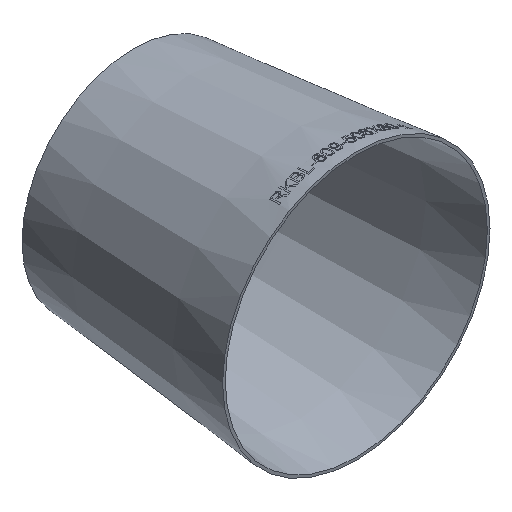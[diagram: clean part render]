
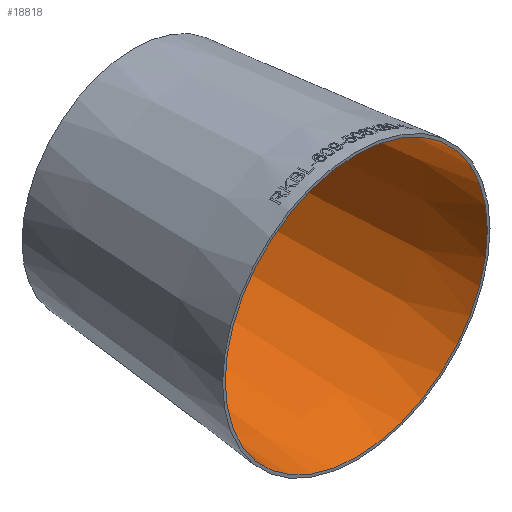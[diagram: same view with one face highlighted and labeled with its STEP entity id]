
A CAD part, isometric view. The second image highlights one B-rep face of the part: STEP entity #18818.
In plain terms, the highlighted conical face has half-angle 5.711 degrees and reference radius 298.77 mm.
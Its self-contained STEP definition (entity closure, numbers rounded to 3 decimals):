
#1062 = EDGE_LOOP ( 'NONE', ( #18656 ) ) ;
#3550 = DIRECTION ( 'NONE',  ( 0., 0., -1. ) ) ;
#3974 = FACE_OUTER_BOUND ( 'NONE', #1062, .T. ) ;
#4558 = CARTESIAN_POINT ( 'NONE',  ( 0., 0., 0. ) ) ;
#6141 = DIRECTION ( 'NONE',  ( 0., -1., 0. ) ) ;
#8927 = AXIS2_PLACEMENT_3D ( 'NONE', #45444, #6141, #33100 ) ;
#10841 = CONICAL_SURFACE ( 'NONE', #30490, 298.77, 0.1 ) ;
#14206 = DIRECTION ( 'NONE',  ( 0., 0., -1. ) ) ;
#14628 = ORIENTED_EDGE ( 'NONE', *, *, #37432, .F. ) ;
#18656 = ORIENTED_EDGE ( 'NONE', *, *, #19886, .T. ) ;
#18818 = ADVANCED_FACE ( 'NONE', ( #44154, #3974 ), #10841, .F. ) ;
#19886 = EDGE_CURVE ( 'NONE', #38765, #38765, #22998, .T. ) ;
#22434 = DIRECTION ( 'NONE',  ( 0., -1., 0. ) ) ;
#22998 = CIRCLE ( 'NONE', #25795, 298.77 ) ;
#25795 = AXIS2_PLACEMENT_3D ( 'NONE', #43747, #47854, #3550 ) ;
#29375 = CARTESIAN_POINT ( 'NONE',  ( 0., 0., -298.77 ) ) ;
#30490 = AXIS2_PLACEMENT_3D ( 'NONE', #4558, #22434, #14206 ) ;
#33100 = DIRECTION ( 'NONE',  ( 0., 0., -1. ) ) ;
#37432 = EDGE_CURVE ( 'NONE', #47286, #47286, #42629, .T. ) ;
#38765 = VERTEX_POINT ( 'NONE', #29375 ) ;
#42629 = CIRCLE ( 'NONE', #8927, 247.97 ) ;
#43747 = CARTESIAN_POINT ( 'NONE',  ( 0., 0., 0. ) ) ;
#44154 = FACE_BOUND ( 'NONE', #49494, .T. ) ;
#45444 = CARTESIAN_POINT ( 'NONE',  ( 0., 508., 0. ) ) ;
#47286 = VERTEX_POINT ( 'NONE', #47855 ) ;
#47854 = DIRECTION ( 'NONE',  ( 0., -1., 0. ) ) ;
#47855 = CARTESIAN_POINT ( 'NONE',  ( 0., 508., -247.97 ) ) ;
#49494 = EDGE_LOOP ( 'NONE', ( #14628 ) ) ;
